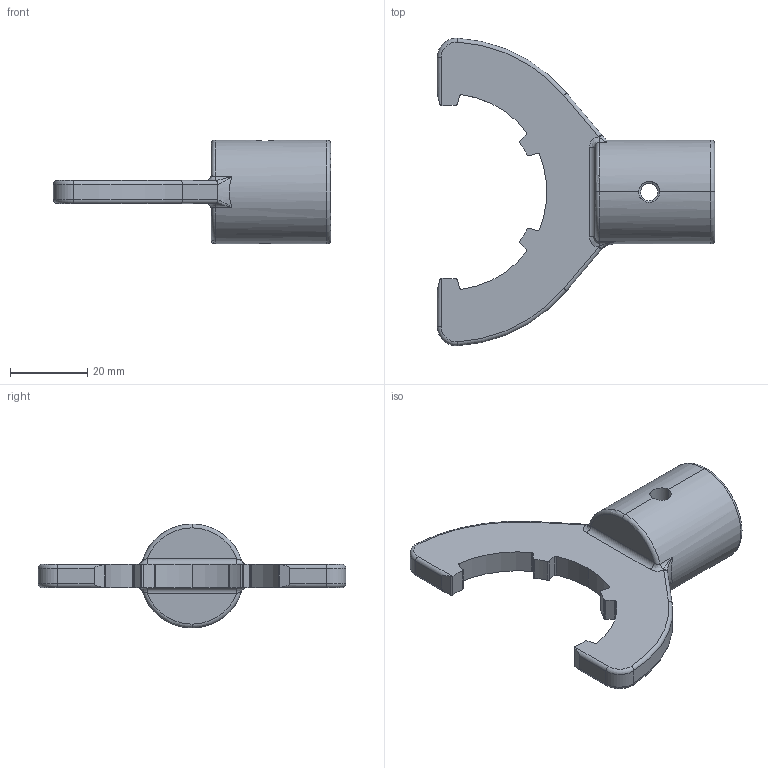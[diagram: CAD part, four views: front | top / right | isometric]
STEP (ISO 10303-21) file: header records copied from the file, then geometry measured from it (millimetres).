
FILE_DESCRIPTION(('HOOPS Exchange Step'),'2;1');
FILE_NAME('export-7827C0D6-DAB8-439F-8435-8FECA1DDC224.stp','2023-12-02T16:19:01+01:00',('Engineering'),('Alibre'),'HOOPS Exchange 2021.0','Alibre','Unknown authorisation');
FILE_SCHEMA( ('AP242_MANAGED_MODEL_BASED_3D_ENGINEERING_MIM_LF {1 0 10303 442 1 1 4 }') );
Length unit declared in the file: millimetre
Products named in the file (1): 6398 Wrenchhead for ER 32 Nut, A-E 32
Bounding box: 72 x 79.86 x 27 mm (x, y, z)
Volume: 21806 mm3; surface area: 9388 mm2
Topology: 1 solids, 1 shells, 106 faces, 274 edges, 163 vertices
Faces by surface type: cylinder 54, plane 17, bspline 15, torus 14, cone 6
Entity records: 5229 total; most frequent: CARTESIAN_POINT 2658, DIRECTION 553, ORIENTED_EDGE 540, EDGE_CURVE 270, AXIS2_PLACEMENT_3D 228, VERTEX_POINT 163, CIRCLE 124, EDGE_LOOP 107
